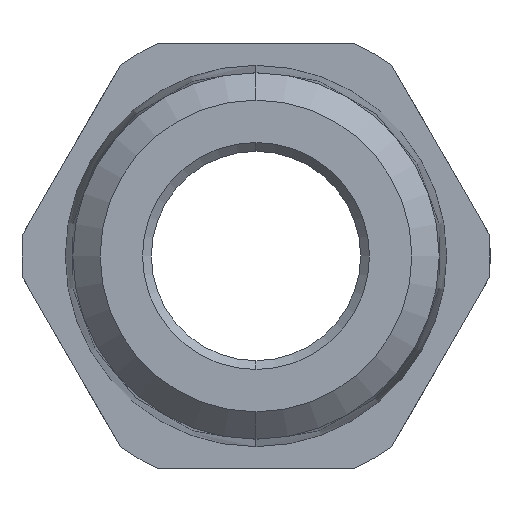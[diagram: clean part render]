
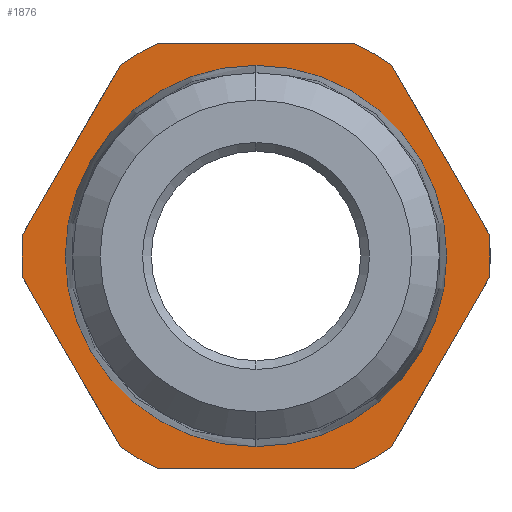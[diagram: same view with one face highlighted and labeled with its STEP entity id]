
A CAD part, left-side view. The second image highlights one B-rep face of the part: STEP entity #1876.
In plain terms, the highlighted planar face has unit normal (-1, 0, 0).
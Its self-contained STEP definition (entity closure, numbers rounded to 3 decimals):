
#5 = ORIENTED_EDGE ( 'NONE', *, *, #876, .F. ) ;
#62 = AXIS2_PLACEMENT_3D ( 'NONE', #1625, #2569, #685 ) ;
#78 = ORIENTED_EDGE ( 'NONE', *, *, #2084, .T. ) ;
#114 = EDGE_CURVE ( 'NONE', #846, #888, #1443, .T. ) ;
#156 = CARTESIAN_POINT ( 'NONE',  ( 20.2, 0., -10.75 ) ) ;
#167 = EDGE_LOOP ( 'NONE', ( #2813, #770, #2274, #991, #2914, #1458, #1597, #78, #420, #775, #1853, #1142 ) ) ;
#226 = CARTESIAN_POINT ( 'NONE',  ( 20.2, -5.499, 12. ) ) ;
#228 = EDGE_CURVE ( 'NONE', #1502, #2231, #2040, .T. ) ;
#271 = DIRECTION ( 'NONE',  ( 0., -0.5, 0.866 ) ) ;
#280 = EDGE_CURVE ( 'NONE', #2055, #907, #896, .T. ) ;
#365 = VERTEX_POINT ( 'NONE', #2212 ) ;
#391 = EDGE_CURVE ( 'NONE', #888, #1502, #2351, .T. ) ;
#420 = ORIENTED_EDGE ( 'NONE', *, *, #114, .T. ) ;
#422 = DIRECTION ( 'NONE',  ( -1., 0., 0. ) ) ;
#468 = DIRECTION ( 'NONE',  ( -1., 0., 0. ) ) ;
#524 = DIRECTION ( 'NONE',  ( -1., 0., 0. ) ) ;
#565 = DIRECTION ( 'NONE',  ( 0., 0., 1. ) ) ;
#575 = CARTESIAN_POINT ( 'NONE',  ( 20.2, 0., 10.75 ) ) ;
#614 = EDGE_CURVE ( 'NONE', #2231, #3013, #2316, .T. ) ;
#626 = VECTOR ( 'NONE', #271, 1000. ) ;
#663 = AXIS2_PLACEMENT_3D ( 'NONE', #2638, #1218, #1207 ) ;
#685 = DIRECTION ( 'NONE',  ( 0., 0., 1. ) ) ;
#744 = EDGE_CURVE ( 'NONE', #2712, #1859, #2002, .T. ) ;
#770 = ORIENTED_EDGE ( 'NONE', *, *, #1818, .T. ) ;
#775 = ORIENTED_EDGE ( 'NONE', *, *, #391, .T. ) ;
#783 = CARTESIAN_POINT ( 'NONE',  ( 20.2, -13.142, -1.238 ) ) ;
#846 = VERTEX_POINT ( 'NONE', #2237 ) ;
#876 = EDGE_CURVE ( 'NONE', #1859, #2712, #2034, .T. ) ;
#888 = VERTEX_POINT ( 'NONE', #1037 ) ;
#896 = LINE ( 'NONE', #1238, #1481 ) ;
#904 = DIRECTION ( 'NONE',  ( 0., 0., 1. ) ) ;
#907 = VERTEX_POINT ( 'NONE', #2763 ) ;
#920 = CARTESIAN_POINT ( 'NONE',  ( 20.2, 7.643, 10.762 ) ) ;
#930 = ORIENTED_EDGE ( 'NONE', *, *, #744, .F. ) ;
#949 = DIRECTION ( 'NONE',  ( 0., 1., 0. ) ) ;
#965 = DIRECTION ( 'NONE',  ( 0., 0., 1. ) ) ;
#991 = ORIENTED_EDGE ( 'NONE', *, *, #1000, .T. ) ;
#1000 = EDGE_CURVE ( 'NONE', #365, #2055, #2430, .T. ) ;
#1021 = CARTESIAN_POINT ( 'NONE',  ( 20.2, 7.643, -10.762 ) ) ;
#1029 = AXIS2_PLACEMENT_3D ( 'NONE', #2754, #2960, #565 ) ;
#1037 = CARTESIAN_POINT ( 'NONE',  ( 20.2, -7.643, 10.762 ) ) ;
#1065 = VERTEX_POINT ( 'NONE', #1701 ) ;
#1135 = EDGE_CURVE ( 'NONE', #2425, #1757, #2573, .T. ) ;
#1142 = ORIENTED_EDGE ( 'NONE', *, *, #614, .T. ) ;
#1144 = CARTESIAN_POINT ( 'NONE',  ( 20.2, -7.643, 10.762 ) ) ;
#1156 = DIRECTION ( 'NONE',  ( 0., 0.5, -0.866 ) ) ;
#1160 = VECTOR ( 'NONE', #1649, 1000. ) ;
#1184 = CARTESIAN_POINT ( 'NONE',  ( 20.2, 0., 0. ) ) ;
#1207 = DIRECTION ( 'NONE',  ( 0., 0., 1. ) ) ;
#1218 = DIRECTION ( 'NONE',  ( -1., 0., 0. ) ) ;
#1232 = CARTESIAN_POINT ( 'NONE',  ( 20.2, 0., 0. ) ) ;
#1238 = CARTESIAN_POINT ( 'NONE',  ( 20.2, -5.499, -12. ) ) ;
#1397 = CIRCLE ( 'NONE', #2510, 13.2 ) ;
#1407 = CARTESIAN_POINT ( 'NONE',  ( 20.2, 13.142, 1.238 ) ) ;
#1443 = LINE ( 'NONE', #1144, #1160 ) ;
#1458 = ORIENTED_EDGE ( 'NONE', *, *, #1505, .T. ) ;
#1481 = VECTOR ( 'NONE', #1716, 1000. ) ;
#1502 = VERTEX_POINT ( 'NONE', #226 ) ;
#1505 = EDGE_CURVE ( 'NONE', #907, #2425, #1397, .T. ) ;
#1597 = ORIENTED_EDGE ( 'NONE', *, *, #1135, .T. ) ;
#1625 = CARTESIAN_POINT ( 'NONE',  ( 20.2, 10.75, 0. ) ) ;
#1645 = VECTOR ( 'NONE', #3008, 1000. ) ;
#1649 = DIRECTION ( 'NONE',  ( 0., 0.5, 0.866 ) ) ;
#1652 = CIRCLE ( 'NONE', #2529, 13.2 ) ;
#1668 = DIRECTION ( 'NONE',  ( -1., 0., 0. ) ) ;
#1678 = CARTESIAN_POINT ( 'NONE',  ( 20.2, 0., 0. ) ) ;
#1701 = CARTESIAN_POINT ( 'NONE',  ( 20.2, 13.142, 1.238 ) ) ;
#1716 = DIRECTION ( 'NONE',  ( 0., -1., 0. ) ) ;
#1725 = LINE ( 'NONE', #1021, #1645 ) ;
#1745 = AXIS2_PLACEMENT_3D ( 'NONE', #1184, #1668, #965 ) ;
#1757 = VERTEX_POINT ( 'NONE', #2720 ) ;
#1790 = EDGE_LOOP ( 'NONE', ( #930, #5 ) ) ;
#1808 = VECTOR ( 'NONE', #1156, 1000. ) ;
#1818 = EDGE_CURVE ( 'NONE', #1065, #1977, #1652, .T. ) ;
#1824 = DIRECTION ( 'NONE',  ( 0., 0., 1. ) ) ;
#1853 = ORIENTED_EDGE ( 'NONE', *, *, #228, .T. ) ;
#1859 = VERTEX_POINT ( 'NONE', #156 ) ;
#1876 = ADVANCED_FACE ( 'NONE', ( #1995, #2502 ), #2327, .T. ) ;
#1941 = AXIS2_PLACEMENT_3D ( 'NONE', #2102, #422, #904 ) ;
#1952 = CIRCLE ( 'NONE', #663, 13.2 ) ;
#1958 = EDGE_CURVE ( 'NONE', #3013, #1065, #2197, .T. ) ;
#1977 = VERTEX_POINT ( 'NONE', #2879 ) ;
#1995 = FACE_BOUND ( 'NONE', #1790, .T. ) ;
#1996 = DIRECTION ( 'NONE',  ( 0., 0., 1. ) ) ;
#2002 = CIRCLE ( 'NONE', #2563, 10.75 ) ;
#2034 = CIRCLE ( 'NONE', #1941, 10.75 ) ;
#2040 = LINE ( 'NONE', #2374, #2063 ) ;
#2047 = CARTESIAN_POINT ( 'NONE',  ( 20.2, 5.499, 12. ) ) ;
#2055 = VERTEX_POINT ( 'NONE', #2380 ) ;
#2063 = VECTOR ( 'NONE', #949, 1000. ) ;
#2071 = DIRECTION ( 'NONE',  ( -1., 0., 0. ) ) ;
#2084 = EDGE_CURVE ( 'NONE', #1757, #846, #1952, .T. ) ;
#2102 = CARTESIAN_POINT ( 'NONE',  ( 20.2, 0., 0. ) ) ;
#2197 = LINE ( 'NONE', #1407, #1808 ) ;
#2212 = CARTESIAN_POINT ( 'NONE',  ( 20.2, 7.643, -10.762 ) ) ;
#2231 = VERTEX_POINT ( 'NONE', #2047 ) ;
#2237 = CARTESIAN_POINT ( 'NONE',  ( 20.2, -13.142, 1.238 ) ) ;
#2274 = ORIENTED_EDGE ( 'NONE', *, *, #2877, .T. ) ;
#2316 = CIRCLE ( 'NONE', #2473, 13.2 ) ;
#2327 = PLANE ( 'NONE',  #62 ) ;
#2351 = CIRCLE ( 'NONE', #1029, 13.2 ) ;
#2374 = CARTESIAN_POINT ( 'NONE',  ( 20.2, 5.499, 12. ) ) ;
#2380 = CARTESIAN_POINT ( 'NONE',  ( 20.2, 5.499, -12. ) ) ;
#2386 = CARTESIAN_POINT ( 'NONE',  ( 20.2, 0., 0. ) ) ;
#2398 = DIRECTION ( 'NONE',  ( 0., 0., 1. ) ) ;
#2425 = VERTEX_POINT ( 'NONE', #2844 ) ;
#2430 = CIRCLE ( 'NONE', #1745, 13.2 ) ;
#2473 = AXIS2_PLACEMENT_3D ( 'NONE', #1678, #2892, #2613 ) ;
#2502 = FACE_OUTER_BOUND ( 'NONE', #167, .T. ) ;
#2510 = AXIS2_PLACEMENT_3D ( 'NONE', #2386, #468, #2398 ) ;
#2529 = AXIS2_PLACEMENT_3D ( 'NONE', #3018, #2071, #1824 ) ;
#2563 = AXIS2_PLACEMENT_3D ( 'NONE', #1232, #524, #1996 ) ;
#2569 = DIRECTION ( 'NONE',  ( -1., 0., 0. ) ) ;
#2573 = LINE ( 'NONE', #783, #626 ) ;
#2613 = DIRECTION ( 'NONE',  ( 0., 0., 1. ) ) ;
#2638 = CARTESIAN_POINT ( 'NONE',  ( 20.2, 0., 0. ) ) ;
#2712 = VERTEX_POINT ( 'NONE', #575 ) ;
#2720 = CARTESIAN_POINT ( 'NONE',  ( 20.2, -13.142, -1.238 ) ) ;
#2754 = CARTESIAN_POINT ( 'NONE',  ( 20.2, 0., 0. ) ) ;
#2763 = CARTESIAN_POINT ( 'NONE',  ( 20.2, -5.499, -12. ) ) ;
#2813 = ORIENTED_EDGE ( 'NONE', *, *, #1958, .T. ) ;
#2844 = CARTESIAN_POINT ( 'NONE',  ( 20.2, -7.643, -10.762 ) ) ;
#2877 = EDGE_CURVE ( 'NONE', #1977, #365, #1725, .T. ) ;
#2879 = CARTESIAN_POINT ( 'NONE',  ( 20.2, 13.142, -1.238 ) ) ;
#2892 = DIRECTION ( 'NONE',  ( -1., 0., 0. ) ) ;
#2914 = ORIENTED_EDGE ( 'NONE', *, *, #280, .T. ) ;
#2960 = DIRECTION ( 'NONE',  ( -1., 0., 0. ) ) ;
#3008 = DIRECTION ( 'NONE',  ( 0., -0.5, -0.866 ) ) ;
#3013 = VERTEX_POINT ( 'NONE', #920 ) ;
#3018 = CARTESIAN_POINT ( 'NONE',  ( 20.2, 0., 0. ) ) ;
